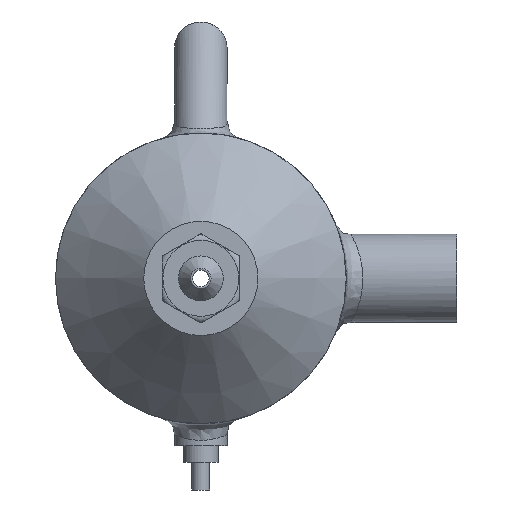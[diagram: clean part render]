
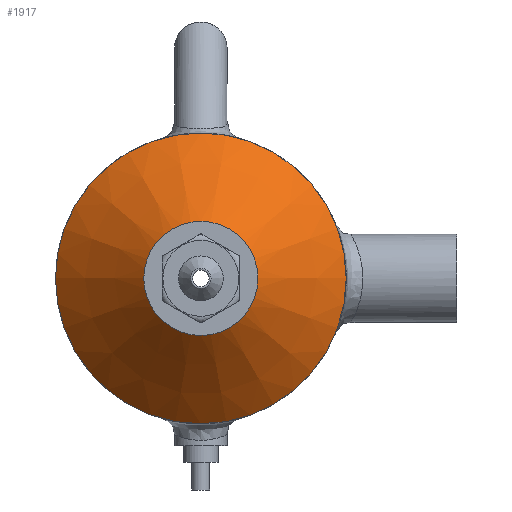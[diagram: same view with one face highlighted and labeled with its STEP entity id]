
A CAD part, front view. The second image highlights one B-rep face of the part: STEP entity #1917.
In plain terms, the highlighted conical face has half-angle 45 degrees and reference radius 9.175 mm.
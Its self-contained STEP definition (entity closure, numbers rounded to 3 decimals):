
#127=CONICAL_SURFACE('',#2127,9.175,0.785);
#229=FACE_OUTER_BOUND('',#369,.T.);
#369=EDGE_LOOP('',(#1680,#1681,#1682,#1683));
#445=CIRCLE('',#2080,13.175);
#468=CIRCLE('',#2128,5.175);
#654=LINE('',#6749,#724);
#724=VECTOR('',#2573,9.175);
#864=VERTEX_POINT('',#5957);
#911=VERTEX_POINT('',#6747);
#1108=EDGE_CURVE('',#864,#864,#445,.T.);
#1177=EDGE_CURVE('',#911,#911,#468,.T.);
#1178=EDGE_CURVE('',#911,#864,#654,.T.);
#1680=ORIENTED_EDGE('',*,*,#1177,.T.);
#1681=ORIENTED_EDGE('',*,*,#1178,.T.);
#1682=ORIENTED_EDGE('',*,*,#1108,.T.);
#1683=ORIENTED_EDGE('',*,*,#1178,.F.);
#1917=ADVANCED_FACE('',(#229),#127,.T.);
#2080=AXIS2_PLACEMENT_3D('',#5959,#2461,#2462);
#2127=AXIS2_PLACEMENT_3D('',#6746,#2569,#2570);
#2128=AXIS2_PLACEMENT_3D('',#6748,#2571,#2572);
#2461=DIRECTION('center_axis',(0.,-1.,0.));
#2462=DIRECTION('ref_axis',(1.,0.,0.));
#2569=DIRECTION('center_axis',(0.,1.,0.));
#2570=DIRECTION('ref_axis',(1.,0.,0.));
#2571=DIRECTION('center_axis',(0.,1.,0.));
#2572=DIRECTION('ref_axis',(1.,0.,0.));
#2573=DIRECTION('',(-0.707,0.707,0.));
#5957=CARTESIAN_POINT('',(-13.175,8.,0.));
#5959=CARTESIAN_POINT('Origin',(0.,8.,0.));
#6746=CARTESIAN_POINT('Origin',(0.,4.,0.));
#6747=CARTESIAN_POINT('',(-5.175,0.,0.));
#6748=CARTESIAN_POINT('Origin',(0.,0.,0.));
#6749=CARTESIAN_POINT('',(-9.175,4.,0.));
